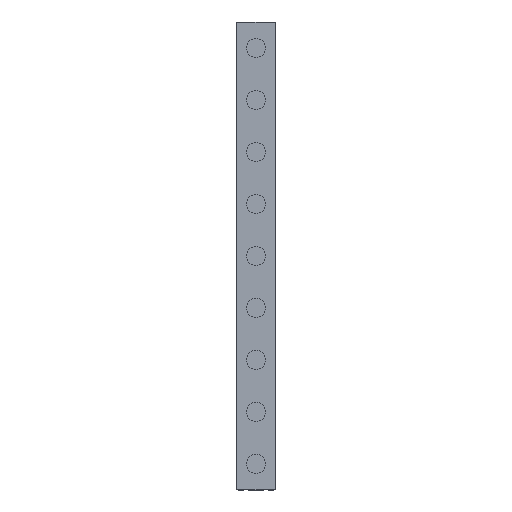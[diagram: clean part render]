
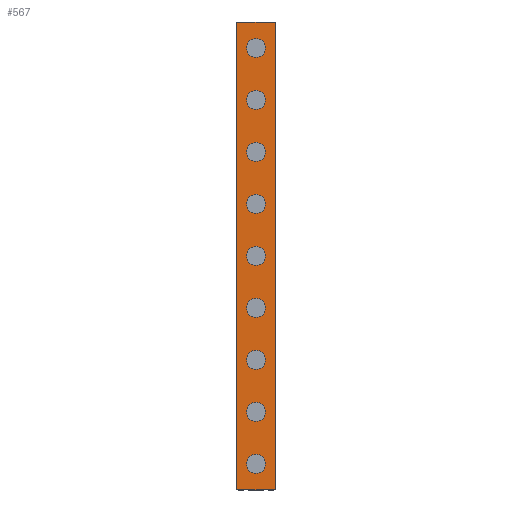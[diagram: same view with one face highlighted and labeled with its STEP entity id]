
A CAD part, top view. The second image highlights one B-rep face of the part: STEP entity #567.
In plain terms, the highlighted planar face has unit normal (0, 0, 1).
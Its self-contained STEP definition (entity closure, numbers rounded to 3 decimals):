
#567=ADVANCED_FACE('',(#1175,#1176,#1177,#1178,#1179,#1180,#1181,#1182,#1183,#1184),#1185,.T.);
#1175=FACE_BOUND('',#1808,.T.);
#1176=FACE_BOUND('',#1809,.T.);
#1177=FACE_BOUND('',#1810,.T.);
#1178=FACE_BOUND('',#1811,.T.);
#1179=FACE_BOUND('',#1812,.T.);
#1180=FACE_BOUND('',#1813,.T.);
#1181=FACE_BOUND('',#1814,.T.);
#1182=FACE_BOUND('',#1815,.T.);
#1183=FACE_BOUND('',#1816,.T.);
#1184=FACE_OUTER_BOUND('',#1817,.T.);
#1185=PLANE('',#1818);
#1808=EDGE_LOOP('',(#3453,#3454));
#1809=EDGE_LOOP('',(#3455,#3456));
#1810=EDGE_LOOP('',(#3457,#3458));
#1811=EDGE_LOOP('',(#3459,#3460));
#1812=EDGE_LOOP('',(#3461,#3462));
#1813=EDGE_LOOP('',(#3463,#3464));
#1814=EDGE_LOOP('',(#3465,#3466));
#1815=EDGE_LOOP('',(#3467,#3468));
#1816=EDGE_LOOP('',(#3469,#3470));
#1817=EDGE_LOOP('',(#3471,#3472,#3473,#3474));
#1818=AXIS2_PLACEMENT_3D('',#3475,#3476,#3477);
#3453=ORIENTED_EDGE('',*,*,#3766,.T.);
#3454=ORIENTED_EDGE('',*,*,#4215,.T.);
#3455=ORIENTED_EDGE('',*,*,#3756,.T.);
#3456=ORIENTED_EDGE('',*,*,#4221,.T.);
#3457=ORIENTED_EDGE('',*,*,#3746,.T.);
#3458=ORIENTED_EDGE('',*,*,#4227,.T.);
#3459=ORIENTED_EDGE('',*,*,#3736,.T.);
#3460=ORIENTED_EDGE('',*,*,#4233,.T.);
#3461=ORIENTED_EDGE('',*,*,#3726,.T.);
#3462=ORIENTED_EDGE('',*,*,#4239,.T.);
#3463=ORIENTED_EDGE('',*,*,#3716,.T.);
#3464=ORIENTED_EDGE('',*,*,#4245,.T.);
#3465=ORIENTED_EDGE('',*,*,#3706,.T.);
#3466=ORIENTED_EDGE('',*,*,#4251,.T.);
#3467=ORIENTED_EDGE('',*,*,#3696,.T.);
#3468=ORIENTED_EDGE('',*,*,#4257,.T.);
#3469=ORIENTED_EDGE('',*,*,#3686,.T.);
#3470=ORIENTED_EDGE('',*,*,#4263,.T.);
#3471=ORIENTED_EDGE('',*,*,#4188,.T.);
#3472=ORIENTED_EDGE('',*,*,#4322,.F.);
#3473=ORIENTED_EDGE('',*,*,#4049,.T.);
#3474=ORIENTED_EDGE('',*,*,#4320,.T.);
#3475=CARTESIAN_POINT('',(0.,270.0,23.6));
#3476=DIRECTION('',(0.0,0.0,1.0));
#3477=DIRECTION('',(-1.0,0.0,0.0));
#3686=EDGE_CURVE('',#4386,#4383,#4387,.T.);
#3696=EDGE_CURVE('',#4404,#4401,#4405,.T.);
#3706=EDGE_CURVE('',#4422,#4419,#4423,.T.);
#3716=EDGE_CURVE('',#4440,#4437,#4441,.T.);
#3726=EDGE_CURVE('',#4458,#4455,#4459,.T.);
#3736=EDGE_CURVE('',#4476,#4473,#4477,.T.);
#3746=EDGE_CURVE('',#4494,#4491,#4495,.T.);
#3756=EDGE_CURVE('',#4512,#4509,#4513,.T.);
#3766=EDGE_CURVE('',#4530,#4527,#4531,.T.);
#4049=EDGE_CURVE('',#4954,#4952,#4955,.T.);
#4188=EDGE_CURVE('',#5187,#5185,#5188,.T.);
#4215=EDGE_CURVE('',#4527,#4530,#5239,.T.);
#4221=EDGE_CURVE('',#4509,#4512,#5245,.T.);
#4227=EDGE_CURVE('',#4491,#4494,#5251,.T.);
#4233=EDGE_CURVE('',#4473,#4476,#5257,.T.);
#4239=EDGE_CURVE('',#4455,#4458,#5263,.T.);
#4245=EDGE_CURVE('',#4437,#4440,#5269,.T.);
#4251=EDGE_CURVE('',#4419,#4422,#5275,.T.);
#4257=EDGE_CURVE('',#4401,#4404,#5281,.T.);
#4263=EDGE_CURVE('',#4383,#4386,#5287,.T.);
#4320=EDGE_CURVE('',#4952,#5187,#5344,.T.);
#4322=EDGE_CURVE('',#4954,#5185,#5346,.T.);
#4383=VERTEX_POINT('',#5409);
#4386=VERTEX_POINT('',#5413);
#4387=CIRCLE('',#5414,5.5);
#4401=VERTEX_POINT('',#5431);
#4404=VERTEX_POINT('',#5435);
#4405=CIRCLE('',#5436,5.5);
#4419=VERTEX_POINT('',#5453);
#4422=VERTEX_POINT('',#5457);
#4423=CIRCLE('',#5458,5.5);
#4437=VERTEX_POINT('',#5475);
#4440=VERTEX_POINT('',#5479);
#4441=CIRCLE('',#5480,5.5);
#4455=VERTEX_POINT('',#5497);
#4458=VERTEX_POINT('',#5501);
#4459=CIRCLE('',#5502,5.5);
#4473=VERTEX_POINT('',#5519);
#4476=VERTEX_POINT('',#5523);
#4477=CIRCLE('',#5524,5.5);
#4491=VERTEX_POINT('',#5541);
#4494=VERTEX_POINT('',#5545);
#4495=CIRCLE('',#5546,5.5);
#4509=VERTEX_POINT('',#5563);
#4512=VERTEX_POINT('',#5567);
#4513=CIRCLE('',#5568,5.5);
#4527=VERTEX_POINT('',#5585);
#4530=VERTEX_POINT('',#5589);
#4531=CIRCLE('',#5590,5.5);
#4952=VERTEX_POINT('',#6160);
#4954=VERTEX_POINT('',#6163);
#4955=LINE('',#6164,#6165);
#5185=VERTEX_POINT('',#6490);
#5187=VERTEX_POINT('',#6493);
#5188=LINE('',#6494,#6495);
#5239=CIRCLE('',#6562,5.5);
#5245=CIRCLE('',#6568,5.5);
#5251=CIRCLE('',#6574,5.5);
#5257=CIRCLE('',#6580,5.5);
#5263=CIRCLE('',#6586,5.5);
#5269=CIRCLE('',#6592,5.5);
#5275=CIRCLE('',#6598,5.5);
#5281=CIRCLE('',#6604,5.5);
#5287=CIRCLE('',#6610,5.5);
#5344=LINE('',#6693,#6694);
#5346=LINE('',#6696,#6697);
#5409=CARTESIAN_POINT('',(5.5,15.0,23.6));
#5413=CARTESIAN_POINT('',(-5.5,15.0,23.6));
#5414=AXIS2_PLACEMENT_3D('',#6781,#6782,#6783);
#5431=CARTESIAN_POINT('',(5.5,45.0,23.6));
#5435=CARTESIAN_POINT('',(-5.5,45.0,23.6));
#5436=AXIS2_PLACEMENT_3D('',#6797,#6798,#6799);
#5453=CARTESIAN_POINT('',(5.5,75.0,23.6));
#5457=CARTESIAN_POINT('',(-5.5,75.0,23.6));
#5458=AXIS2_PLACEMENT_3D('',#6813,#6814,#6815);
#5475=CARTESIAN_POINT('',(5.5,105.0,23.6));
#5479=CARTESIAN_POINT('',(-5.5,105.0,23.6));
#5480=AXIS2_PLACEMENT_3D('',#6829,#6830,#6831);
#5497=CARTESIAN_POINT('',(5.5,135.0,23.6));
#5501=CARTESIAN_POINT('',(-5.5,135.0,23.6));
#5502=AXIS2_PLACEMENT_3D('',#6845,#6846,#6847);
#5519=CARTESIAN_POINT('',(5.5,165.0,23.6));
#5523=CARTESIAN_POINT('',(-5.5,165.0,23.6));
#5524=AXIS2_PLACEMENT_3D('',#6861,#6862,#6863);
#5541=CARTESIAN_POINT('',(5.5,195.0,23.6));
#5545=CARTESIAN_POINT('',(-5.5,195.0,23.6));
#5546=AXIS2_PLACEMENT_3D('',#6877,#6878,#6879);
#5563=CARTESIAN_POINT('',(5.5,225.0,23.6));
#5567=CARTESIAN_POINT('',(-5.5,225.0,23.6));
#5568=AXIS2_PLACEMENT_3D('',#6893,#6894,#6895);
#5585=CARTESIAN_POINT('',(5.5,255.0,23.6));
#5589=CARTESIAN_POINT('',(-5.5,255.0,23.6));
#5590=AXIS2_PLACEMENT_3D('',#6909,#6910,#6911);
#6160=CARTESIAN_POINT('',(-11.1,270.0,23.6));
#6163=CARTESIAN_POINT('',(11.1,270.0,23.6));
#6164=CARTESIAN_POINT('',(11.1,270.0,23.6));
#6165=VECTOR('',#7227,1.0);
#6490=CARTESIAN_POINT('',(11.1,0.0,23.6));
#6493=CARTESIAN_POINT('',(-11.1,0.0,23.6));
#6494=CARTESIAN_POINT('',(11.1,0.0,23.6));
#6495=VECTOR('',#7378,1.0);
#6562=AXIS2_PLACEMENT_3D('',#7422,#7423,#7424);
#6568=AXIS2_PLACEMENT_3D('',#7431,#7432,#7433);
#6574=AXIS2_PLACEMENT_3D('',#7440,#7441,#7442);
#6580=AXIS2_PLACEMENT_3D('',#7449,#7450,#7451);
#6586=AXIS2_PLACEMENT_3D('',#7458,#7459,#7460);
#6592=AXIS2_PLACEMENT_3D('',#7467,#7468,#7469);
#6598=AXIS2_PLACEMENT_3D('',#7476,#7477,#7478);
#6604=AXIS2_PLACEMENT_3D('',#7485,#7486,#7487);
#6610=AXIS2_PLACEMENT_3D('',#7494,#7495,#7496);
#6693=CARTESIAN_POINT('',(-11.1,270.0,23.6));
#6694=VECTOR('',#7529,1.0);
#6696=CARTESIAN_POINT('',(11.1,270.0,23.6));
#6697=VECTOR('',#7530,1.0);
#6781=CARTESIAN_POINT('',(0.0,15.0,23.6));
#6782=DIRECTION('',(0.0,0.0,-1.0));
#6783=DIRECTION('',(1.0,0.0,0.0));
#6797=CARTESIAN_POINT('',(0.0,45.0,23.6));
#6798=DIRECTION('',(0.0,0.0,-1.0));
#6799=DIRECTION('',(1.0,0.0,0.0));
#6813=CARTESIAN_POINT('',(0.0,75.0,23.6));
#6814=DIRECTION('',(0.0,0.0,-1.0));
#6815=DIRECTION('',(1.0,0.0,0.0));
#6829=CARTESIAN_POINT('',(0.0,105.0,23.6));
#6830=DIRECTION('',(0.0,0.0,-1.0));
#6831=DIRECTION('',(1.0,0.0,0.0));
#6845=CARTESIAN_POINT('',(0.0,135.0,23.6));
#6846=DIRECTION('',(0.0,0.0,-1.0));
#6847=DIRECTION('',(1.0,0.0,0.0));
#6861=CARTESIAN_POINT('',(0.0,165.0,23.6));
#6862=DIRECTION('',(0.0,0.0,-1.0));
#6863=DIRECTION('',(1.0,0.0,0.0));
#6877=CARTESIAN_POINT('',(0.0,195.0,23.6));
#6878=DIRECTION('',(0.0,0.0,-1.0));
#6879=DIRECTION('',(1.0,0.0,0.0));
#6893=CARTESIAN_POINT('',(0.0,225.0,23.6));
#6894=DIRECTION('',(0.0,0.0,-1.0));
#6895=DIRECTION('',(1.0,0.0,0.0));
#6909=CARTESIAN_POINT('',(0.0,255.0,23.6));
#6910=DIRECTION('',(0.0,0.0,-1.0));
#6911=DIRECTION('',(1.0,0.0,0.0));
#7227=DIRECTION('',(-1.0,0.0,0.0));
#7378=DIRECTION('',(1.0,0.0,0.0));
#7422=CARTESIAN_POINT('',(0.0,255.0,23.6));
#7423=DIRECTION('',(0.0,0.0,-1.0));
#7424=DIRECTION('',(1.0,0.0,0.0));
#7431=CARTESIAN_POINT('',(0.0,225.0,23.6));
#7432=DIRECTION('',(0.0,0.0,-1.0));
#7433=DIRECTION('',(1.0,0.0,0.0));
#7440=CARTESIAN_POINT('',(0.0,195.0,23.6));
#7441=DIRECTION('',(0.0,0.0,-1.0));
#7442=DIRECTION('',(1.0,0.0,0.0));
#7449=CARTESIAN_POINT('',(0.0,165.0,23.6));
#7450=DIRECTION('',(0.0,0.0,-1.0));
#7451=DIRECTION('',(1.0,0.0,0.0));
#7458=CARTESIAN_POINT('',(0.0,135.0,23.6));
#7459=DIRECTION('',(0.0,0.0,-1.0));
#7460=DIRECTION('',(1.0,0.0,0.0));
#7467=CARTESIAN_POINT('',(0.0,105.0,23.6));
#7468=DIRECTION('',(0.0,0.0,-1.0));
#7469=DIRECTION('',(1.0,0.0,0.0));
#7476=CARTESIAN_POINT('',(0.0,75.0,23.6));
#7477=DIRECTION('',(0.0,0.0,-1.0));
#7478=DIRECTION('',(1.0,0.0,0.0));
#7485=CARTESIAN_POINT('',(0.0,45.0,23.6));
#7486=DIRECTION('',(0.0,0.0,-1.0));
#7487=DIRECTION('',(1.0,0.0,0.0));
#7494=CARTESIAN_POINT('',(0.0,15.0,23.6));
#7495=DIRECTION('',(0.0,0.0,-1.0));
#7496=DIRECTION('',(1.0,0.0,0.0));
#7529=DIRECTION('',(0.0,-1.0,0.0));
#7530=DIRECTION('',(0.0,-1.0,0.0));
